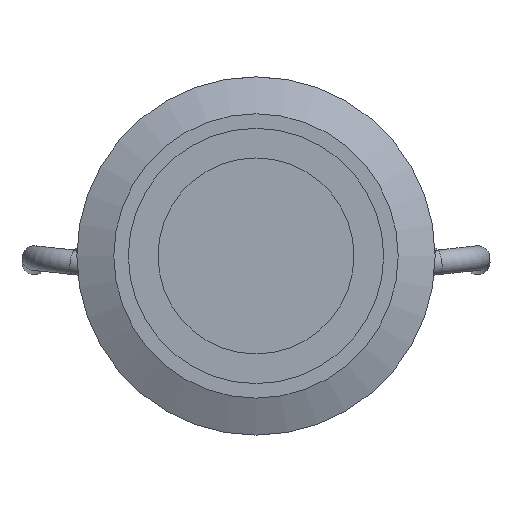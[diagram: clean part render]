
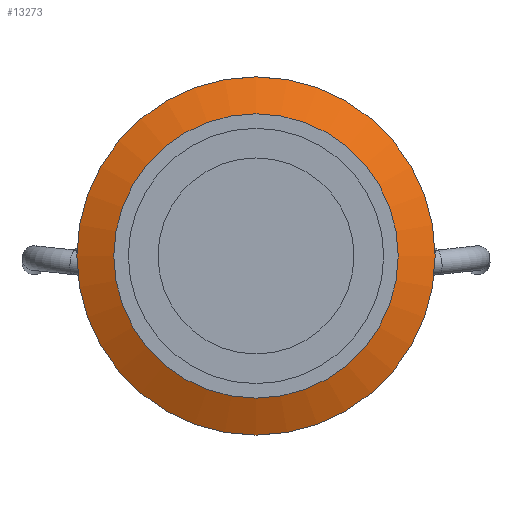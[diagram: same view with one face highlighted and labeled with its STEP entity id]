
A CAD part, top view. The second image highlights one B-rep face of the part: STEP entity #13273.
In plain terms, the highlighted conical face has half-angle 65.556 degrees and reference radius 14.35 mm.
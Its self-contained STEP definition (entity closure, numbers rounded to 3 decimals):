
#70=CONICAL_SURFACE('',#14583,14.35,1.144);
#1066=FACE_OUTER_BOUND('',#1835,.T.);
#1835=EDGE_LOOP('',(#11134,#11135,#11136,#11137,#11138,#11139));
#2942=LINE('',#24724,#4107);
#4107=VECTOR('',#17681,14.35);
#5156=CIRCLE('',#14572,16.);
#5157=CIRCLE('',#14573,16.);
#5161=CIRCLE('',#14579,12.7);
#5162=CIRCLE('',#14580,12.7);
#6222=VERTEX_POINT('',#24702);
#6223=VERTEX_POINT('',#24703);
#6227=VERTEX_POINT('',#24715);
#6228=VERTEX_POINT('',#24716);
#7946=EDGE_CURVE('',#6222,#6223,#5156,.T.);
#7947=EDGE_CURVE('',#6223,#6222,#5157,.T.);
#7952=EDGE_CURVE('',#6227,#6228,#5161,.T.);
#7953=EDGE_CURVE('',#6228,#6227,#5162,.T.);
#7956=EDGE_CURVE('',#6228,#6223,#2942,.T.);
#11134=ORIENTED_EDGE('',*,*,#7952,.F.);
#11135=ORIENTED_EDGE('',*,*,#7953,.F.);
#11136=ORIENTED_EDGE('',*,*,#7956,.T.);
#11137=ORIENTED_EDGE('',*,*,#7946,.F.);
#11138=ORIENTED_EDGE('',*,*,#7947,.F.);
#11139=ORIENTED_EDGE('',*,*,#7956,.F.);
#13273=ADVANCED_FACE('',(#1066),#70,.T.);
#14572=AXIS2_PLACEMENT_3D('',#24704,#17656,#17657);
#14573=AXIS2_PLACEMENT_3D('',#24705,#17658,#17659);
#14579=AXIS2_PLACEMENT_3D('',#24717,#17671,#17672);
#14580=AXIS2_PLACEMENT_3D('',#24718,#17673,#17674);
#14583=AXIS2_PLACEMENT_3D('',#24723,#17679,#17680);
#17656=DIRECTION('center_axis',(0.,0.,
-1.));
#17657=DIRECTION('ref_axis',(1.,0.,0.));
#17658=DIRECTION('center_axis',(0.,0.,
-1.));
#17659=DIRECTION('ref_axis',(1.,0.,0.));
#17671=DIRECTION('center_axis',(0.,0.,
1.));
#17672=DIRECTION('ref_axis',(0.,1.,0.));
#17673=DIRECTION('center_axis',(0.,0.,
1.));
#17674=DIRECTION('ref_axis',(0.,1.,0.));
#17679=DIRECTION('center_axis',(0.,0.,
-1.));
#17680=DIRECTION('ref_axis',(0.,1.,0.));
#17681=DIRECTION('',(0.,-0.91,-0.414));
#24702=CARTESIAN_POINT('',(-16.,0.,39.4));
#24703=CARTESIAN_POINT('',(0.,-16.,39.4));
#24704=CARTESIAN_POINT('Origin',(0.,0.,
39.4));
#24705=CARTESIAN_POINT('Origin',(0.,0.,
39.4));
#24715=CARTESIAN_POINT('',(0.,12.7,40.9));
#24716=CARTESIAN_POINT('',(0.,-12.7,40.9));
#24717=CARTESIAN_POINT('Origin',(0.,0.,
40.9));
#24718=CARTESIAN_POINT('Origin',(0.,0.,
40.9));
#24723=CARTESIAN_POINT('Origin',(0.,0.,
40.15));
#24724=CARTESIAN_POINT('',(0.,-14.35,40.15));
